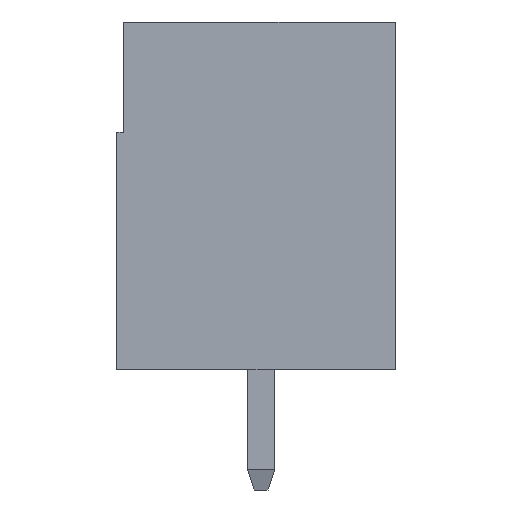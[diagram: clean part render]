
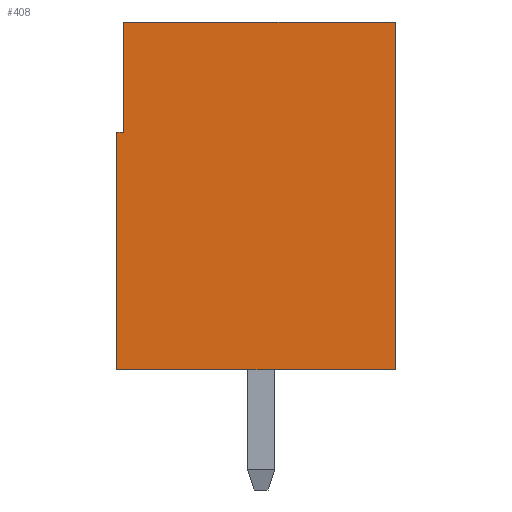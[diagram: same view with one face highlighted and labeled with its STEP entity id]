
A CAD part, left-side view. The second image highlights one B-rep face of the part: STEP entity #408.
In plain terms, the highlighted planar face has unit normal (-1, 0, 0).
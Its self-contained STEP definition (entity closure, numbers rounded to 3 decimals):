
#408 = ADVANCED_FACE( '', ( #974 ), #975, .T. );
#974 = FACE_OUTER_BOUND( '', #1757, .T. );
#975 = PLANE( '', #1758 );
#1757 = EDGE_LOOP( '', ( #2720, #2721, #2722, #2723, #2724, #2725 ) );
#1758 = AXIS2_PLACEMENT_3D( '', #2726, #2727, #2728 );
#2720 = ORIENTED_EDGE( '', *, *, #4877, .T. );
#2721 = ORIENTED_EDGE( '', *, *, #4693, .T. );
#2722 = ORIENTED_EDGE( '', *, *, #4878, .T. );
#2723 = ORIENTED_EDGE( '', *, *, #4879, .T. );
#2724 = ORIENTED_EDGE( '', *, *, #4880, .T. );
#2725 = ORIENTED_EDGE( '', *, *, #4881, .T. );
#2726 = CARTESIAN_POINT( '', ( -9.8, 0., 0. ) );
#2727 = DIRECTION( '', ( -1., 0., 0. ) );
#2728 = DIRECTION( '', ( 0., 0., 1. ) );
#4693 = EDGE_CURVE( '', #5578, #5575, #5579, .T. );
#4877 = EDGE_CURVE( '', #5908, #5578, #5909, .T. );
#4878 = EDGE_CURVE( '', #5575, #5910, #5911, .T. );
#4879 = EDGE_CURVE( '', #5910, #5912, #5913, .T. );
#4880 = EDGE_CURVE( '', #5912, #5914, #5915, .T. );
#4881 = EDGE_CURVE( '', #5914, #5908, #5916, .T. );
#5575 = VERTEX_POINT( '', #6884 );
#5578 = VERTEX_POINT( '', #6888 );
#5579 = LINE( '', #6889, #6890 );
#5908 = VERTEX_POINT( '', #7363 );
#5909 = LINE( '', #7364, #7365 );
#5910 = VERTEX_POINT( '', #7366 );
#5911 = LINE( '', #7367, #7368 );
#5912 = VERTEX_POINT( '', #7369 );
#5913 = LINE( '', #7370, #7371 );
#5914 = VERTEX_POINT( '', #7372 );
#5915 = LINE( '', #7373, #7374 );
#5916 = LINE( '', #7375, #7376 );
#6884 = CARTESIAN_POINT( '', ( -9.8, 3.85, 5.05 ) );
#6888 = CARTESIAN_POINT( '', ( -9.8, -4.05, 5.05 ) );
#6889 = CARTESIAN_POINT( '', ( -9.8, -4.05, 5.05 ) );
#6890 = VECTOR( '', #8791, 1000. );
#7363 = CARTESIAN_POINT( '', ( -9.8, -4.05, -5.05 ) );
#7364 = CARTESIAN_POINT( '', ( -9.8, -4.05, -5.05 ) );
#7365 = VECTOR( '', #8972, 1000. );
#7366 = CARTESIAN_POINT( '', ( -9.8, 3.85, 1.85 ) );
#7367 = CARTESIAN_POINT( '', ( -9.8, 3.85, 5.05 ) );
#7368 = VECTOR( '', #8973, 1000. );
#7369 = CARTESIAN_POINT( '', ( -9.8, 4.05, 1.85 ) );
#7370 = CARTESIAN_POINT( '', ( -9.8, 3.85, 1.85 ) );
#7371 = VECTOR( '', #8974, 1000. );
#7372 = CARTESIAN_POINT( '', ( -9.8, 4.05, -5.05 ) );
#7373 = CARTESIAN_POINT( '', ( -9.8, 4.05, 1.85 ) );
#7374 = VECTOR( '', #8975, 1000. );
#7375 = CARTESIAN_POINT( '', ( -9.8, 4.05, -5.05 ) );
#7376 = VECTOR( '', #8976, 1000. );
#8791 = DIRECTION( '', ( 0., 1., 0. ) );
#8972 = DIRECTION( '', ( 0., 0., 1. ) );
#8973 = DIRECTION( '', ( 0., 0., -1. ) );
#8974 = DIRECTION( '', ( 0., 1., 0. ) );
#8975 = DIRECTION( '', ( 0., 0., -1. ) );
#8976 = DIRECTION( '', ( 0., -1., 0. ) );
